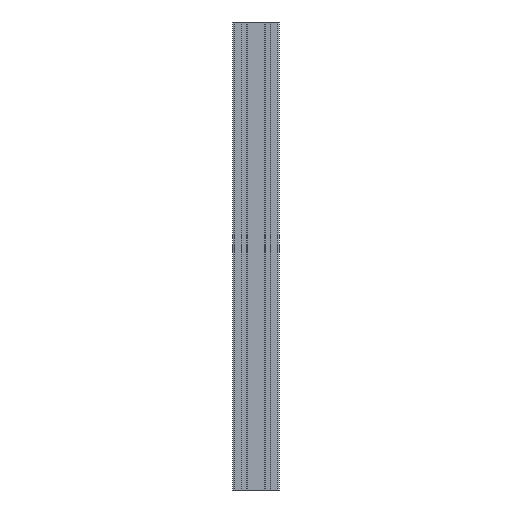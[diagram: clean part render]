
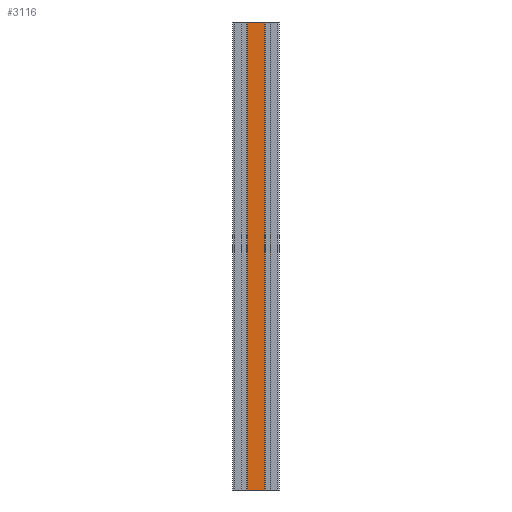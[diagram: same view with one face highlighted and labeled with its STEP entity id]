
A CAD part, left-side view. The second image highlights one B-rep face of the part: STEP entity #3116.
In plain terms, the highlighted planar face has unit normal (-1, 0, 0).
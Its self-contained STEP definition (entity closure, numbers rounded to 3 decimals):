
#49=PLANE('',#3375);
#190=FACE_OUTER_BOUND('',#353,.T.);
#353=EDGE_LOOP('',(#2457,#2458,#2459,#2460));
#472=LINE('',#4427,#836);
#637=LINE('',#4904,#1001);
#655=LINE('',#4954,#1019);
#656=LINE('',#4956,#1020);
#836=VECTOR('',#3526,10.);
#1001=VECTOR('',#3929,10.);
#1019=VECTOR('',#3983,10.);
#1020=VECTOR('',#3986,10.);
#1308=VERTEX_POINT('',#4424);
#1309=VERTEX_POINT('',#4426);
#1502=VERTEX_POINT('',#4902);
#1515=VERTEX_POINT('',#4950);
#1622=EDGE_CURVE('',#1309,#1308,#472,.T.);
#1861=EDGE_CURVE('',#1502,#1308,#637,.T.);
#1886=EDGE_CURVE('',#1309,#1515,#655,.T.);
#1887=EDGE_CURVE('',#1515,#1502,#656,.T.);
#2457=ORIENTED_EDGE('',*,*,#1861,.F.);
#2458=ORIENTED_EDGE('',*,*,#1887,.F.);
#2459=ORIENTED_EDGE('',*,*,#1886,.F.);
#2460=ORIENTED_EDGE('',*,*,#1622,.T.);
#3116=ADVANCED_FACE('',(#190),#49,.T.);
#3375=AXIS2_PLACEMENT_3D('',#4955,#3984,#3985);
#3526=DIRECTION('',(0.,-1.,0.));
#3929=DIRECTION('',(0.,0.,-1.));
#3983=DIRECTION('',(0.,0.,1.));
#3984=DIRECTION('center_axis',(-1.,0.,0.));
#3985=DIRECTION('ref_axis',(0.,-1.,0.));
#3986=DIRECTION('',(0.,-1.,0.));
#4424=CARTESIAN_POINT('',(-15.,-5.6,0.));
#4426=CARTESIAN_POINT('',(-15.,5.6,0.));
#4427=CARTESIAN_POINT('',(-15.,15.,0.));
#4902=CARTESIAN_POINT('',(-15.,-5.6,300.));
#4904=CARTESIAN_POINT('',(-15.,-5.6,0.));
#4950=CARTESIAN_POINT('',(-15.,5.6,300.));
#4954=CARTESIAN_POINT('',(-15.,5.6,0.));
#4955=CARTESIAN_POINT('Origin',(-15.,6.,0.));
#4956=CARTESIAN_POINT('',(-15.,15.,300.));
